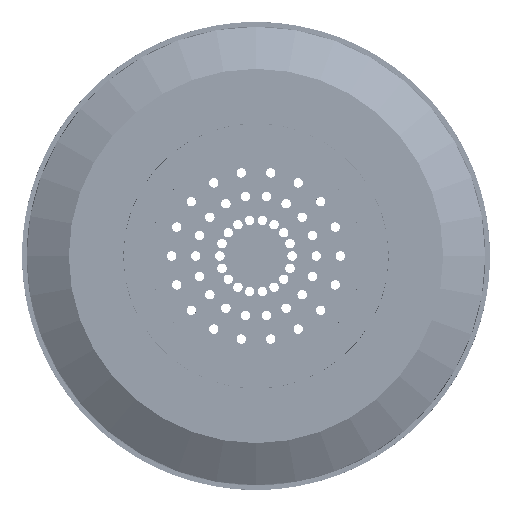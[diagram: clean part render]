
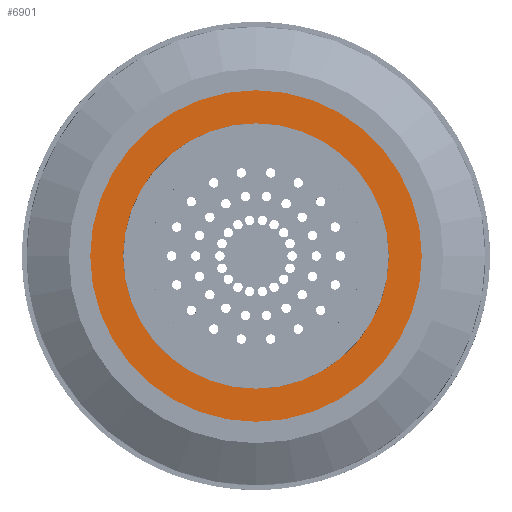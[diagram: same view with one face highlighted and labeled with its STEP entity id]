
A CAD part, left-side view. The second image highlights one B-rep face of the part: STEP entity #6901.
In plain terms, the highlighted planar face has unit normal (-1, 0, 0).
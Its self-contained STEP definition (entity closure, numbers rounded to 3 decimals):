
#6901=ADVANCED_FACE('',(#14259,#14260),#14261,.T.);
#14259=FACE_OUTER_BOUND('',#21811,.T.);
#14260=FACE_BOUND('',#21812,.T.);
#14261=PLANE('',#21813);
#21811=EDGE_LOOP('',(#44340,#44341));
#21812=EDGE_LOOP('',(#44342,#44343));
#21813=AXIS2_PLACEMENT_3D('',#44344,#44345,#44346);
#44340=ORIENTED_EDGE('',*,*,#45647,.T.);
#44341=ORIENTED_EDGE('',*,*,#54434,.T.);
#44342=ORIENTED_EDGE('',*,*,#53913,.F.);
#44343=ORIENTED_EDGE('',*,*,#47366,.F.);
#44344=CARTESIAN_POINT('',(-109.535,0.0,0.0));
#44345=DIRECTION('',(-1.0,0.0,0.0));
#44346=DIRECTION('',(0.0,0.0,1.0));
#45647=EDGE_CURVE('',#55027,#55031,#55033,.T.);
#47366=EDGE_CURVE('',#58123,#58126,#58127,.T.);
#53913=EDGE_CURVE('',#58126,#58123,#67075,.T.);
#54434=EDGE_CURVE('',#55031,#55027,#67722,.T.);
#55027=VERTEX_POINT('',#68472);
#55031=VERTEX_POINT('',#68477);
#55033=CIRCLE('',#68480,66.24);
#58123=VERTEX_POINT('',#83621);
#58126=VERTEX_POINT('',#83625);
#58127=CIRCLE('',#83626,53.0);
#67075=CIRCLE('',#103924,53.0);
#67722=CIRCLE('',#108855,66.24);
#68472=CARTESIAN_POINT('',(-109.535,0.0,66.24));
#68477=CARTESIAN_POINT('',(-109.535,0.,-66.24));
#68480=AXIS2_PLACEMENT_3D('',#109679,#109680,#109681);
#83621=CARTESIAN_POINT('',(-109.535,0.,53.0));
#83625=CARTESIAN_POINT('',(-109.535,0.,-53.0));
#83626=AXIS2_PLACEMENT_3D('',#111724,#111725,#111726);
#103924=AXIS2_PLACEMENT_3D('',#120481,#120482,#120483);
#108855=AXIS2_PLACEMENT_3D('',#120484,#120485,#120486);
#109679=CARTESIAN_POINT('',(-109.535,0.0,0.0));
#109680=DIRECTION('',(-1.0,0.0,0.0));
#109681=DIRECTION('',(0.0,0.0,1.0));
#111724=CARTESIAN_POINT('',(-109.535,0.0,0.0));
#111725=DIRECTION('',(-1.0,0.0,0.0));
#111726=DIRECTION('',(0.0,0.0,1.0));
#120481=CARTESIAN_POINT('',(-109.535,0.0,0.0));
#120482=DIRECTION('',(-1.0,0.0,0.0));
#120483=DIRECTION('',(0.0,0.0,1.0));
#120484=CARTESIAN_POINT('',(-109.535,0.0,0.0));
#120485=DIRECTION('',(-1.0,0.0,0.0));
#120486=DIRECTION('',(0.0,0.0,1.0));
